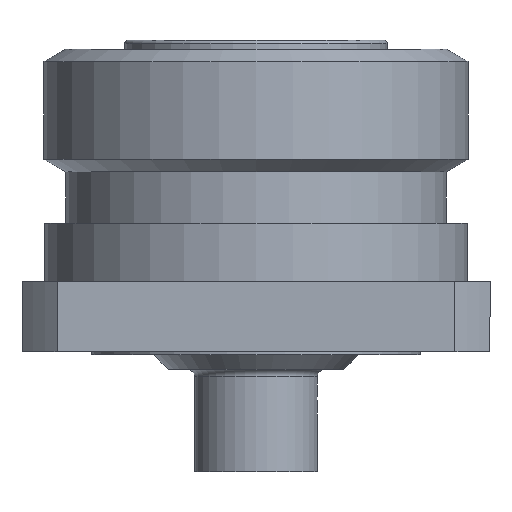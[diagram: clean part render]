
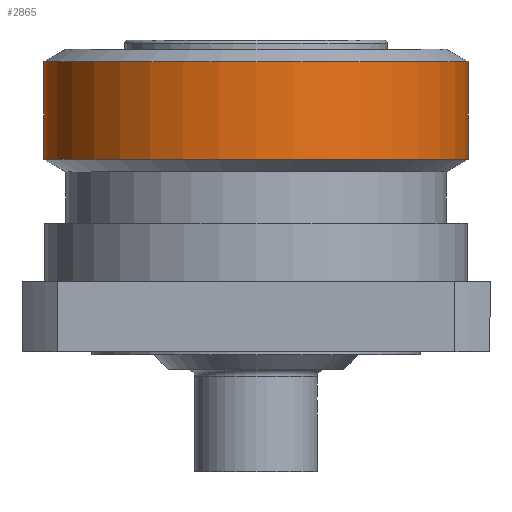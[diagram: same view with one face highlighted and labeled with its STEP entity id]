
A CAD part, front view. The second image highlights one B-rep face of the part: STEP entity #2865.
In plain terms, the highlighted cylindrical face has radius 14.5 mm (diameter 29 mm), a partial arc.
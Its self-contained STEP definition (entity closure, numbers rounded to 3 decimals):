
#108 = CARTESIAN_POINT ( 'NONE',  ( 14.5, 0., -1.466 ) ) ;
#202 = VERTEX_POINT ( 'NONE', #2021 ) ;
#210 = VERTEX_POINT ( 'NONE', #2093 ) ;
#237 = EDGE_CURVE ( 'NONE', #267, #210, #6198, .T. ) ;
#250 = EDGE_CURVE ( 'NONE', #202, #298, #6187, .T. ) ;
#267 = VERTEX_POINT ( 'NONE', #6245 ) ;
#298 = VERTEX_POINT ( 'NONE', #108 ) ;
#2021 = CARTESIAN_POINT ( 'NONE',  ( 14.5, 0., -8.134 ) ) ;
#2093 = CARTESIAN_POINT ( 'NONE',  ( -14.5, 0., -1.466 ) ) ;
#2773 = EDGE_LOOP ( 'NONE', ( #2885, #2860, #2810, #2869 ) ) ;
#2810 = ORIENTED_EDGE ( 'NONE', *, *, #250, .T. ) ;
#2860 = ORIENTED_EDGE ( 'NONE', *, *, #2881, .T. ) ;
#2861 = EDGE_CURVE ( 'NONE', #210, #298, #3885, .T. ) ;
#2865 = ADVANCED_FACE ( 'NONE', ( #3864 ), #3915, .T. ) ;
#2869 = ORIENTED_EDGE ( 'NONE', *, *, #2861, .F. ) ;
#2881 = EDGE_CURVE ( 'NONE', #267, #202, #3944, .T. ) ;
#2885 = ORIENTED_EDGE ( 'NONE', *, *, #237, .F. ) ;
#3864 = FACE_OUTER_BOUND ( 'NONE', #2773, .T. ) ;
#3866 = AXIS2_PLACEMENT_3D ( 'NONE', #3889, #3888, #3887 ) ;
#3885 = CIRCLE ( 'NONE', #3866, 14.5 ) ;
#3887 = DIRECTION ( 'NONE',  ( 1., 0., 0. ) ) ;
#3888 = DIRECTION ( 'NONE',  ( 0., 0., 1. ) ) ;
#3889 = CARTESIAN_POINT ( 'NONE',  ( 0., 0., -1.466 ) ) ;
#3895 = CARTESIAN_POINT ( 'NONE',  ( 0., 0., 0. ) ) ;
#3905 = DIRECTION ( 'NONE',  ( 0., 0., 1. ) ) ;
#3915 = CYLINDRICAL_SURFACE ( 'NONE', #3928, 14.5 ) ;
#3922 = DIRECTION ( 'NONE',  ( 1., 0., 0. ) ) ;
#3928 = AXIS2_PLACEMENT_3D ( 'NONE', #3895, #3905, #3922 ) ;
#3937 = AXIS2_PLACEMENT_3D ( 'NONE', #3945, #3941, #3940 ) ;
#3940 = DIRECTION ( 'NONE',  ( 1., 0., 0. ) ) ;
#3941 = DIRECTION ( 'NONE',  ( 0., 0., 1. ) ) ;
#3944 = CIRCLE ( 'NONE', #3937, 14.5 ) ;
#3945 = CARTESIAN_POINT ( 'NONE',  ( 0., 0., -8.134 ) ) ;
#6153 = VECTOR ( 'NONE', #6154, 1000. ) ;
#6154 = DIRECTION ( 'NONE',  ( 0., 0., 1. ) ) ;
#6187 = LINE ( 'NONE', #6194, #6193 ) ;
#6192 = DIRECTION ( 'NONE',  ( 0., 0., 1. ) ) ;
#6193 = VECTOR ( 'NONE', #6192, 1000. ) ;
#6194 = CARTESIAN_POINT ( 'NONE',  ( 14.5, 0., 0. ) ) ;
#6197 = CARTESIAN_POINT ( 'NONE',  ( -14.5, 0., 0. ) ) ;
#6198 = LINE ( 'NONE', #6197, #6153 ) ;
#6245 = CARTESIAN_POINT ( 'NONE',  ( -14.5, 0., -8.134 ) ) ;
